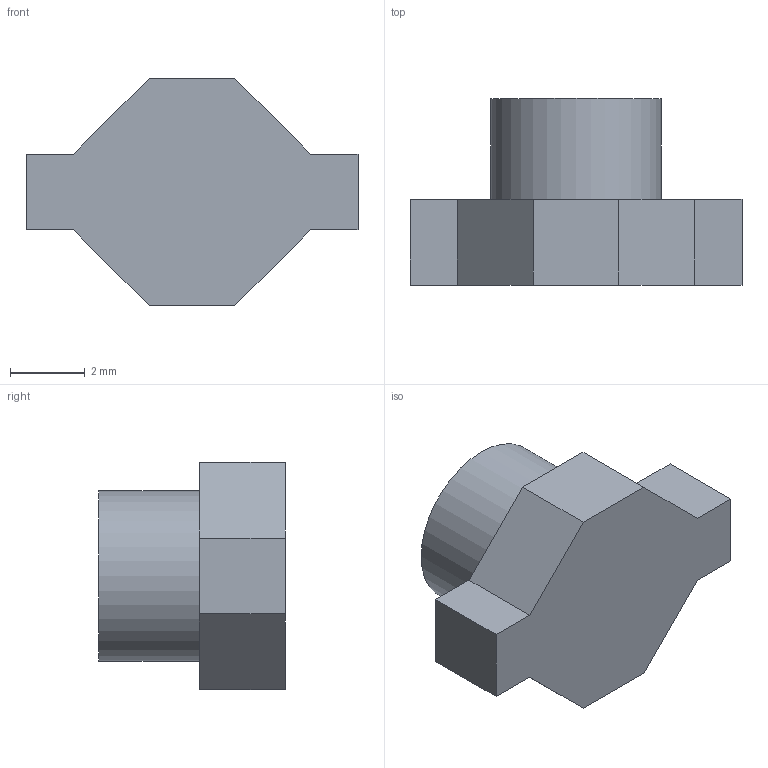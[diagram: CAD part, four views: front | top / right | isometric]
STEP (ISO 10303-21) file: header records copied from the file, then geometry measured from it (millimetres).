
FILE_DESCRIPTION(/* description */ (''),/* implementation_level */ '2;1');
FILE_NAME(/* name */ 'coil v2.step',/* time_stamp */ '2018-02-24T23:56:04+01:00',/* author */ ('bourlot'),/* organization */ (''),/* preprocessor_version */ 'ST-DEVELOPER v16.13',/* originating_system */ 'Autodesk Translation Framework v6.5.0.72',/* authorisation */ '');
FILE_SCHEMA (('AUTOMOTIVE_DESIGN { 1 0 10303 214 3 1 1 }'));
Length unit declared in the file: millimetre
Products named in the file (1): coil
Bounding box: 8.89 x 5 x 6.1 mm (x, y, z)
Volume: 126.2 mm3; surface area: 168 mm2
Topology: 1 solids, 1 shells, 16 faces, 39 edges, 26 vertices
Faces by surface type: plane 15, cylinder 1
Full cylindrical faces by diameter (mm): 4.57 x1
Entity records: 498 total; most frequent: CARTESIAN_POINT 82, ORIENTED_EDGE 78, DIRECTION 75, EDGE_CURVE 39, LINE 37, VECTOR 37, VERTEX_POINT 26, AXIS2_PLACEMENT_3D 19
